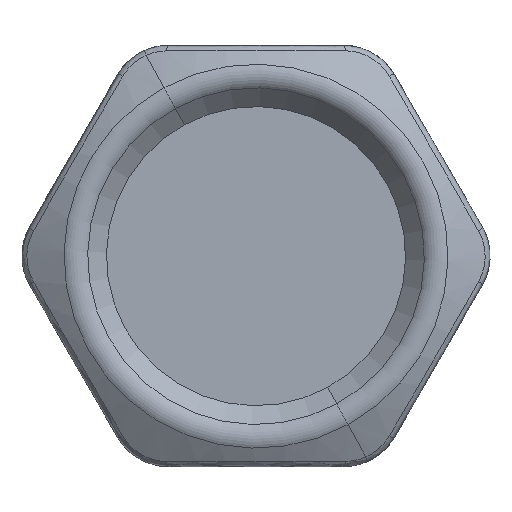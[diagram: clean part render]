
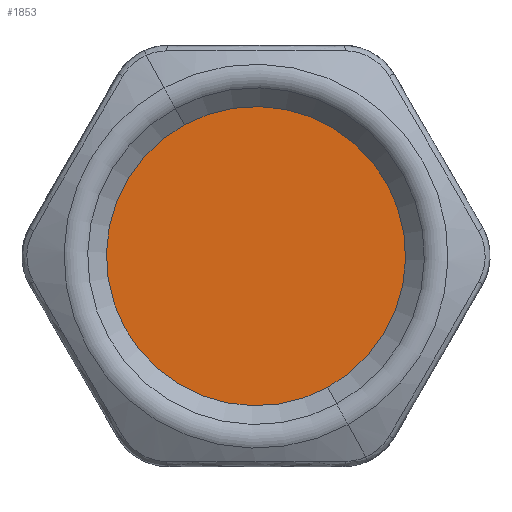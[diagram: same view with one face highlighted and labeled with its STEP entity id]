
A CAD part, front view. The second image highlights one B-rep face of the part: STEP entity #1853.
In plain terms, the highlighted planar face has unit normal (0, -1, -0.002).
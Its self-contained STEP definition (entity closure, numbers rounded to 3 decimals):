
#1805=CARTESIAN_POINT('Vertex',(-55.723,-3.87,43.791)) ;
#1808=CARTESIAN_POINT('Axis2P3D Location',(-48.401,-3.844,30.389)) ;
#1812=CARTESIAN_POINT('Vertex',(-41.08,-3.818,16.987)) ;
#1827=CARTESIAN_POINT('Axis2P3D Location',(-48.401,-3.844,30.389)) ;
#1844=CARTESIAN_POINT('Axis2P3D Location',(-48.401,-3.872,44.989)) ;
#1809=DIRECTION('Axis2P3D Direction',(0.,-1.,-0.002)) ;
#1828=DIRECTION('Axis2P3D Direction',(0.,-1.,-0.002)) ;
#1845=DIRECTION('Axis2P3D Direction',(0.,-1.,-0.002)) ;
#1846=DIRECTION('Axis2P3D XDirection',(1.,0.,0.)) ;
#1810=AXIS2_PLACEMENT_3D('Circle Axis2P3D',#1808,#1809,$) ;
#1829=AXIS2_PLACEMENT_3D('Circle Axis2P3D',#1827,#1828,$) ;
#1847=AXIS2_PLACEMENT_3D('Plane Axis2P3D',#1844,#1845,#1846) ;
#1811=CIRCLE('generated circle',#1810,15.272) ;
#1830=CIRCLE('generated circle',#1829,15.272) ;
#1848=PLANE('',#1847) ;
#1814=EDGE_CURVE('',#1813,#1806,#1811,.T.) ;
#1831=EDGE_CURVE('',#1806,#1813,#1830,.T.) ;
#1850=ORIENTED_EDGE('',*,*,#1814,.T.) ;
#1851=ORIENTED_EDGE('',*,*,#1831,.T.) ;
#1849=EDGE_LOOP('',(#1850,#1851)) ;
#1806=VERTEX_POINT('',#1805) ;
#1813=VERTEX_POINT('',#1812) ;
#1853=ADVANCED_FACE('PartBody',(#1852),#1848,.T.) ;
#1852=FACE_OUTER_BOUND('',#1849,.T.) ;
